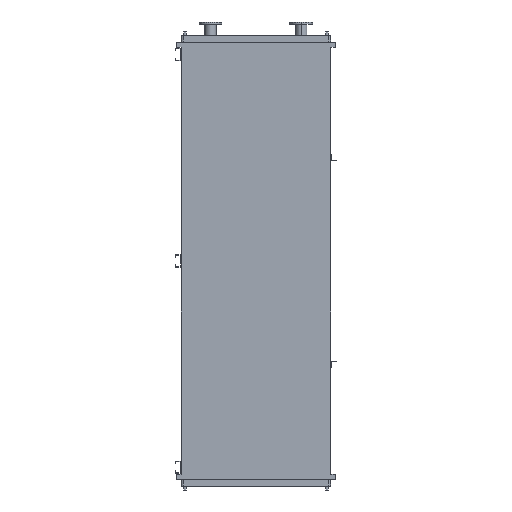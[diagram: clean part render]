
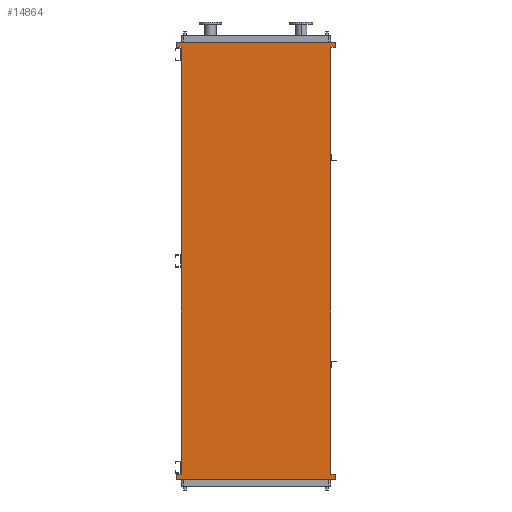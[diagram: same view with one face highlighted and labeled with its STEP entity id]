
A CAD part, front view. The second image highlights one B-rep face of the part: STEP entity #14864.
In plain terms, the highlighted planar face has unit normal (0, -1, 0).
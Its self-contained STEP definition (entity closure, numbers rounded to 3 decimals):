
#293 = DIRECTION ( 'NONE',  ( 0., 0., 1. ) ) ;
#656 = VERTEX_POINT ( 'NONE', #4311 ) ;
#1129 = PLANE ( 'NONE',  #6061 ) ;
#1163 = VERTEX_POINT ( 'NONE', #5683 ) ;
#1164 = ORIENTED_EDGE ( 'NONE', *, *, #8669, .F. ) ;
#1370 = CARTESIAN_POINT ( 'NONE',  ( -725., 0., 43. ) ) ;
#1453 = ORIENTED_EDGE ( 'NONE', *, *, #2562, .T. ) ;
#1618 = EDGE_CURVE ( 'NONE', #4981, #9345, #3224, .T. ) ;
#1879 = CARTESIAN_POINT ( 'NONE',  ( 771., 0., 95. ) ) ;
#2112 = VERTEX_POINT ( 'NONE', #6666 ) ;
#2214 = FACE_OUTER_BOUND ( 'NONE', #15202, .T. ) ;
#2562 = EDGE_CURVE ( 'NONE', #7875, #656, #4780, .T. ) ;
#2770 = VECTOR ( 'NONE', #3765, 1000. ) ;
#2941 = VECTOR ( 'NONE', #10409, 1000. ) ;
#2959 = EDGE_CURVE ( 'NONE', #8323, #5301, #4891, .T. ) ;
#3014 = CARTESIAN_POINT ( 'NONE',  ( -771., 0., 95. ) ) ;
#3143 = DIRECTION ( 'NONE',  ( 0., 0., 1. ) ) ;
#3224 = LINE ( 'NONE', #4386, #12274 ) ;
#3360 = CARTESIAN_POINT ( 'NONE',  ( -771., 0., -4145. ) ) ;
#3506 = VECTOR ( 'NONE', #7807, 1000. ) ;
#3652 = EDGE_CURVE ( 'NONE', #1163, #4613, #10613, .T. ) ;
#3765 = DIRECTION ( 'NONE',  ( -1., 0., 0. ) ) ;
#3968 = CARTESIAN_POINT ( 'NONE',  ( 771., 0., 43. ) ) ;
#4052 = DIRECTION ( 'NONE',  ( 1., 0., 0. ) ) ;
#4191 = VERTEX_POINT ( 'NONE', #13725 ) ;
#4205 = DIRECTION ( 'NONE',  ( 0., 0., -1. ) ) ;
#4311 = CARTESIAN_POINT ( 'NONE',  ( 725., 0., 43. ) ) ;
#4335 = DIRECTION ( 'NONE',  ( 1., 0., 0. ) ) ;
#4386 = CARTESIAN_POINT ( 'NONE',  ( -771., 0., -4145. ) ) ;
#4511 = CARTESIAN_POINT ( 'NONE',  ( 771., 0., 43. ) ) ;
#4580 = LINE ( 'NONE', #1879, #14118 ) ;
#4613 = VERTEX_POINT ( 'NONE', #1370 ) ;
#4646 = DIRECTION ( 'NONE',  ( -1., 0., 0. ) ) ;
#4776 = ORIENTED_EDGE ( 'NONE', *, *, #3652, .F. ) ;
#4780 = LINE ( 'NONE', #7959, #2941 ) ;
#4891 = LINE ( 'NONE', #3968, #6907 ) ;
#4981 = VERTEX_POINT ( 'NONE', #3360 ) ;
#5095 = VERTEX_POINT ( 'NONE', #6363 ) ;
#5105 = EDGE_CURVE ( 'NONE', #4191, #2112, #11047, .T. ) ;
#5301 = VERTEX_POINT ( 'NONE', #4511 ) ;
#5357 = CARTESIAN_POINT ( 'NONE',  ( -771., 0., -4093. ) ) ;
#5683 = CARTESIAN_POINT ( 'NONE',  ( -725., 0., -4093. ) ) ;
#5817 = VECTOR ( 'NONE', #12413, 1000. ) ;
#6061 = AXIS2_PLACEMENT_3D ( 'NONE', #10456, #15218, #11758 ) ;
#6076 = CARTESIAN_POINT ( 'NONE',  ( -725., 0., -4050. ) ) ;
#6083 = LINE ( 'NONE', #13389, #2770 ) ;
#6363 = CARTESIAN_POINT ( 'NONE',  ( -771., 0., 95. ) ) ;
#6666 = CARTESIAN_POINT ( 'NONE',  ( 771., 0., -4145. ) ) ;
#6896 = DIRECTION ( 'NONE',  ( 1., 0., 0. ) ) ;
#6907 = VECTOR ( 'NONE', #10900, 1000. ) ;
#7389 = ORIENTED_EDGE ( 'NONE', *, *, #1618, .F. ) ;
#7511 = ORIENTED_EDGE ( 'NONE', *, *, #14457, .F. ) ;
#7592 = CARTESIAN_POINT ( 'NONE',  ( 771., 0., -4093. ) ) ;
#7807 = DIRECTION ( 'NONE',  ( -1., 0., 0. ) ) ;
#7875 = VERTEX_POINT ( 'NONE', #9529 ) ;
#7959 = CARTESIAN_POINT ( 'NONE',  ( 725., 0., -4050. ) ) ;
#8133 = CARTESIAN_POINT ( 'NONE',  ( 771., 0., 95. ) ) ;
#8166 = EDGE_CURVE ( 'NONE', #9345, #1163, #14593, .T. ) ;
#8323 = VERTEX_POINT ( 'NONE', #8133 ) ;
#8424 = ORIENTED_EDGE ( 'NONE', *, *, #2959, .F. ) ;
#8595 = VECTOR ( 'NONE', #4205, 1000. ) ;
#8669 = EDGE_CURVE ( 'NONE', #4613, #13772, #6083, .T. ) ;
#9108 = LINE ( 'NONE', #10262, #3506 ) ;
#9133 = VECTOR ( 'NONE', #293, 1000. ) ;
#9345 = VERTEX_POINT ( 'NONE', #13979 ) ;
#9481 = EDGE_CURVE ( 'NONE', #5301, #656, #10722, .T. ) ;
#9529 = CARTESIAN_POINT ( 'NONE',  ( 725., 0., -4093. ) ) ;
#10185 = LINE ( 'NONE', #11561, #14408 ) ;
#10237 = EDGE_CURVE ( 'NONE', #5095, #8323, #4580, .T. ) ;
#10262 = CARTESIAN_POINT ( 'NONE',  ( 771., 0., -4145. ) ) ;
#10409 = DIRECTION ( 'NONE',  ( 0., 0., 1. ) ) ;
#10433 = EDGE_CURVE ( 'NONE', #2112, #4981, #9108, .T. ) ;
#10456 = CARTESIAN_POINT ( 'NONE',  ( -725., 0., -4050. ) ) ;
#10613 = LINE ( 'NONE', #6076, #9133 ) ;
#10722 = LINE ( 'NONE', #14262, #11893 ) ;
#10900 = DIRECTION ( 'NONE',  ( 0., 0., -1. ) ) ;
#11047 = LINE ( 'NONE', #7592, #8595 ) ;
#11561 = CARTESIAN_POINT ( 'NONE',  ( 725., 0., -4093. ) ) ;
#11758 = DIRECTION ( 'NONE',  ( 0., 0., -1. ) ) ;
#11893 = VECTOR ( 'NONE', #4646, 1000. ) ;
#12274 = VECTOR ( 'NONE', #3143, 1000. ) ;
#12413 = DIRECTION ( 'NONE',  ( 0., 0., 1. ) ) ;
#13089 = CARTESIAN_POINT ( 'NONE',  ( -771., 0., 43. ) ) ;
#13322 = ORIENTED_EDGE ( 'NONE', *, *, #8166, .F. ) ;
#13389 = CARTESIAN_POINT ( 'NONE',  ( -771., 0., 43. ) ) ;
#13520 = ORIENTED_EDGE ( 'NONE', *, *, #10237, .F. ) ;
#13569 = LINE ( 'NONE', #3014, #5817 ) ;
#13675 = ORIENTED_EDGE ( 'NONE', *, *, #5105, .F. ) ;
#13725 = CARTESIAN_POINT ( 'NONE',  ( 771., 0., -4093. ) ) ;
#13772 = VERTEX_POINT ( 'NONE', #13089 ) ;
#13979 = CARTESIAN_POINT ( 'NONE',  ( -771., 0., -4093. ) ) ;
#14118 = VECTOR ( 'NONE', #6896, 1000. ) ;
#14262 = CARTESIAN_POINT ( 'NONE',  ( 725., 0., 43. ) ) ;
#14330 = VECTOR ( 'NONE', #4052, 1000. ) ;
#14408 = VECTOR ( 'NONE', #4335, 1000. ) ;
#14457 = EDGE_CURVE ( 'NONE', #13772, #5095, #13569, .T. ) ;
#14503 = EDGE_CURVE ( 'NONE', #7875, #4191, #10185, .T. ) ;
#14522 = ORIENTED_EDGE ( 'NONE', *, *, #10433, .F. ) ;
#14593 = LINE ( 'NONE', #5357, #14330 ) ;
#14655 = ORIENTED_EDGE ( 'NONE', *, *, #14503, .F. ) ;
#14864 = ADVANCED_FACE ( 'NONE', ( #2214 ), #1129, .T. ) ;
#15182 = ORIENTED_EDGE ( 'NONE', *, *, #9481, .F. ) ;
#15202 = EDGE_LOOP ( 'NONE', ( #1453, #15182, #8424, #13520, #7511, #1164, #4776, #13322, #7389, #14522, #13675, #14655 ) ) ;
#15218 = DIRECTION ( 'NONE',  ( 0., -1., 0. ) ) ;
